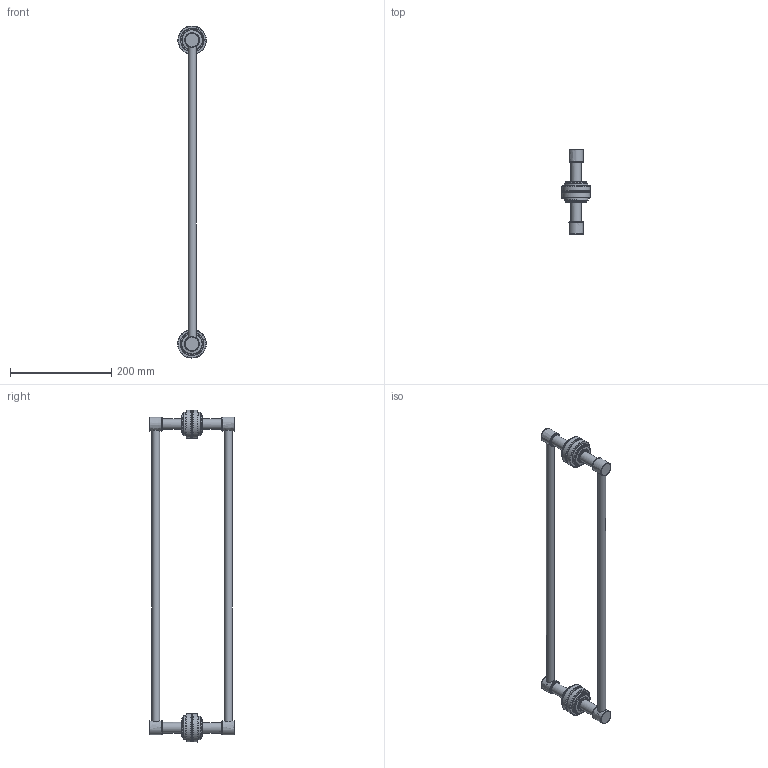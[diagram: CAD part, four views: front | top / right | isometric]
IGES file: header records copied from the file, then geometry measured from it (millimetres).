
Global section: file name: N7766; native system: Autodesk Inventor 2020; preprocessor: unknown; author: adaniels; date: 20220802.085551; units: millimetre
Bounding box: 56.36 x 168.47 x 656.24 mm (x, y, z)
Volume: 279225.7 mm3; surface area: 220257.5 mm2
Topology: 24 solids, 24 shells, 362 faces, 924 edges, 650 vertices
Faces by surface type: bspline 362
